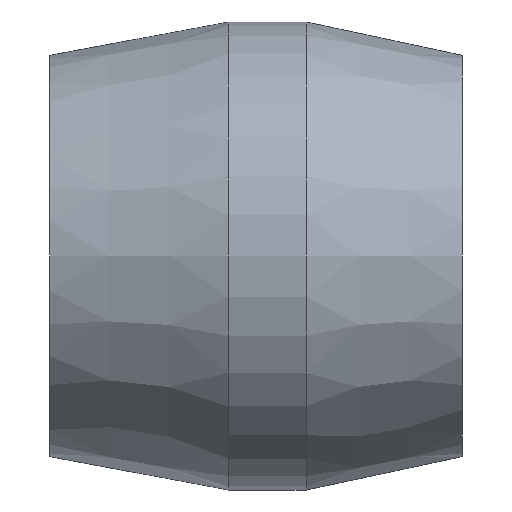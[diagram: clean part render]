
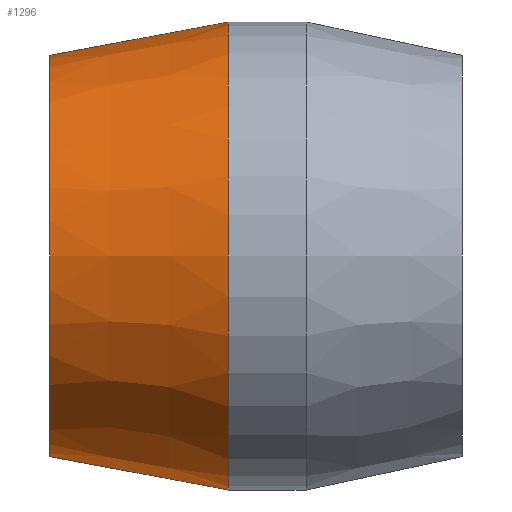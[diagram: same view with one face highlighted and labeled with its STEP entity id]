
A CAD part, front view. The second image highlights one B-rep face of the part: STEP entity #1296.
In plain terms, the highlighted conical face has half-angle 10.62 degrees and reference radius 18 mm.
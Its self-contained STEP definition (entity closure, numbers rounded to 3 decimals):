
#30 = CIRCLE ( 'NONE', #1534, 21. ) ;
#91 = ORIENTED_EDGE ( 'NONE', *, *, #850, .F. ) ;
#185 = EDGE_CURVE ( 'NONE', #1695, #488, #1514, .T. ) ;
#196 = CARTESIAN_POINT ( 'NONE',  ( -16., 0., 18. ) ) ;
#413 = DIRECTION ( 'NONE',  ( 1., 0., 0. ) ) ;
#429 = EDGE_LOOP ( 'NONE', ( #528, #91, #639, #1170 ) ) ;
#465 = AXIS2_PLACEMENT_3D ( 'NONE', #1444, #1631, #1220 ) ;
#488 = VERTEX_POINT ( 'NONE', #1062 ) ;
#528 = ORIENTED_EDGE ( 'NONE', *, *, #946, .F. ) ;
#582 = DIRECTION ( 'NONE',  ( 0.983, 0., 0.184 ) ) ;
#639 = ORIENTED_EDGE ( 'NONE', *, *, #185, .T. ) ;
#661 = AXIS2_PLACEMENT_3D ( 'NONE', #1335, #413, #1232 ) ;
#710 = CARTESIAN_POINT ( 'NONE',  ( 0., 0., 21. ) ) ;
#743 = DIRECTION ( 'NONE',  ( 0., 0., 1. ) ) ;
#800 = VECTOR ( 'NONE', #1630, 1000. ) ;
#850 = EDGE_CURVE ( 'NONE', #1695, #1542, #1197, .T. ) ;
#908 = FACE_OUTER_BOUND ( 'NONE', #429, .T. ) ;
#946 = EDGE_CURVE ( 'NONE', #1542, #1230, #1316, .T. ) ;
#1046 = CARTESIAN_POINT ( 'NONE',  ( -16., 0., -18. ) ) ;
#1062 = CARTESIAN_POINT ( 'NONE',  ( 0., 0., -21. ) ) ;
#1093 = CONICAL_SURFACE ( 'NONE', #661, 18., 0.185 ) ;
#1170 = ORIENTED_EDGE ( 'NONE', *, *, #1567, .T. ) ;
#1197 = CIRCLE ( 'NONE', #465, 18. ) ;
#1220 = DIRECTION ( 'NONE',  ( 0., 0., 1. ) ) ;
#1230 = VERTEX_POINT ( 'NONE', #710 ) ;
#1232 = DIRECTION ( 'NONE',  ( 0., 0., -1. ) ) ;
#1296 = ADVANCED_FACE ( 'NONE', ( #908 ), #1093, .T. ) ;
#1316 = LINE ( 'NONE', #1641, #1597 ) ;
#1335 = CARTESIAN_POINT ( 'NONE',  ( -16., 0., 0. ) ) ;
#1444 = CARTESIAN_POINT ( 'NONE',  ( -16., 0., 0. ) ) ;
#1514 = LINE ( 'NONE', #1632, #800 ) ;
#1534 = AXIS2_PLACEMENT_3D ( 'NONE', #1548, #1545, #743 ) ;
#1542 = VERTEX_POINT ( 'NONE', #196 ) ;
#1545 = DIRECTION ( 'NONE',  ( -1., 0., 0. ) ) ;
#1548 = CARTESIAN_POINT ( 'NONE',  ( 0., 0., 0. ) ) ;
#1567 = EDGE_CURVE ( 'NONE', #488, #1230, #30, .T. ) ;
#1597 = VECTOR ( 'NONE', #582, 1000. ) ;
#1630 = DIRECTION ( 'NONE',  ( 0.983, 0., -0.184 ) ) ;
#1631 = DIRECTION ( 'NONE',  ( -1., 0., 0. ) ) ;
#1632 = CARTESIAN_POINT ( 'NONE',  ( -16., 0., -18. ) ) ;
#1641 = CARTESIAN_POINT ( 'NONE',  ( -16., 0., 18. ) ) ;
#1695 = VERTEX_POINT ( 'NONE', #1046 ) ;
